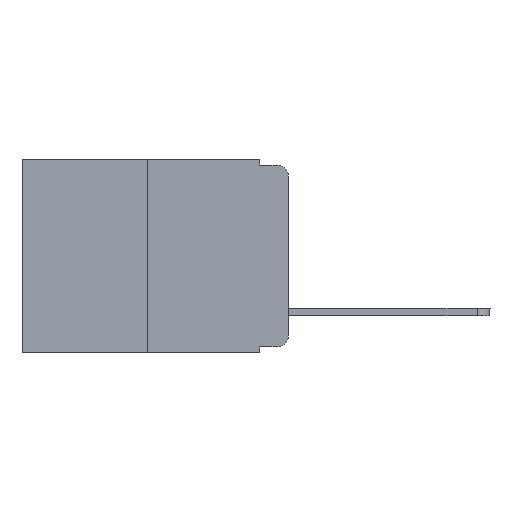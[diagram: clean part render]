
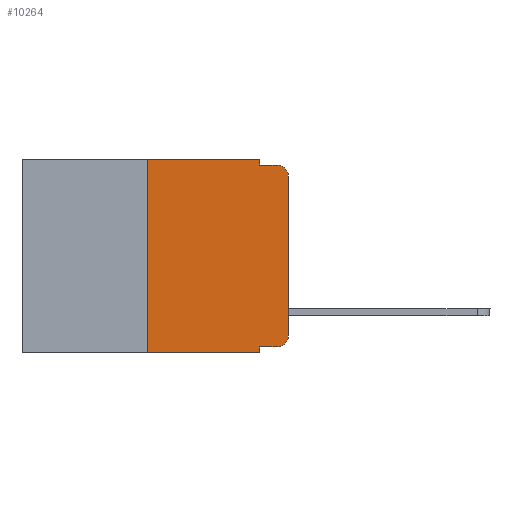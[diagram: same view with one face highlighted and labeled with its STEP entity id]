
A CAD part, left-side view. The second image highlights one B-rep face of the part: STEP entity #10264.
In plain terms, the highlighted planar face has unit normal (-1, 0, 0).
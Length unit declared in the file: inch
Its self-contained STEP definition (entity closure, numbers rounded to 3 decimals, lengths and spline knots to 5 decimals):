
#201 = CARTESIAN_POINT ( 'NONE',  ( 0., 0., 0. ) ) ;
#283 = VERTEX_POINT ( 'NONE', #416 ) ;
#416 = CARTESIAN_POINT ( 'NONE',  ( 0., 0.25, 0. ) ) ;
#669 = LINE ( 'NONE', #6989, #17164 ) ;
#1074 = EDGE_CURVE ( 'NONE', #3678, #16455, #9617, .T. ) ;
#1410 = ORIENTED_EDGE ( 'NONE', *, *, #19910, .T. ) ;
#1629 = EDGE_CURVE ( 'NONE', #9671, #12065, #9332, .T. ) ;
#1805 = DIRECTION ( 'NONE',  ( -1., 0., 0. ) ) ;
#2481 = DIRECTION ( 'NONE',  ( 0., -1., 0. ) ) ;
#2666 = DIRECTION ( 'NONE',  ( 0., 0., -1. ) ) ;
#2922 = CARTESIAN_POINT ( 'NONE',  ( 0., 0., -0.313 ) ) ;
#3678 = VERTEX_POINT ( 'NONE', #2922 ) ;
#3735 = DIRECTION ( 'NONE',  ( 0., 0., 1. ) ) ;
#4312 = VECTOR ( 'NONE', #16026, 39.37008 ) ;
#4403 = ORIENTED_EDGE ( 'NONE', *, *, #14784, .F. ) ;
#4468 = LINE ( 'NONE', #6230, #5565 ) ;
#4469 = CARTESIAN_POINT ( 'NONE',  ( 0., 0.473, 0. ) ) ;
#5333 = CARTESIAN_POINT ( 'NONE',  ( 0., 0.02, -0.313 ) ) ;
#5565 = VECTOR ( 'NONE', #2481, 39.37008 ) ;
#5566 = CARTESIAN_POINT ( 'NONE',  ( 0., 0.051, -0.333 ) ) ;
#5926 = CARTESIAN_POINT ( 'NONE',  ( 0., 0.02, -0.01 ) ) ;
#6046 = EDGE_CURVE ( 'NONE', #11417, #3678, #18294, .T. ) ;
#6230 = CARTESIAN_POINT ( 'NONE',  ( 0., 0.051, -0.333 ) ) ;
#6232 = CARTESIAN_POINT ( 'NONE',  ( 0., 0.02, -0.03 ) ) ;
#6324 = DIRECTION ( 'NONE',  ( 0., -1., 0. ) ) ;
#6556 = LINE ( 'NONE', #16346, #6800 ) ;
#6712 = EDGE_CURVE ( 'NONE', #9671, #283, #12695, .T. ) ;
#6800 = VECTOR ( 'NONE', #21841, 39.37008 ) ;
#6827 = CARTESIAN_POINT ( 'NONE',  ( 0., 0.02, -0.333 ) ) ;
#6945 = VERTEX_POINT ( 'NONE', #5926 ) ;
#6989 = CARTESIAN_POINT ( 'NONE',  ( 0., 0.051, 0. ) ) ;
#7813 = EDGE_CURVE ( 'NONE', #19774, #11123, #669, .T. ) ;
#8132 = DIRECTION ( 'NONE',  ( 0., 0., -1. ) ) ;
#8672 = VECTOR ( 'NONE', #16940, 39.37008 ) ;
#8753 = EDGE_CURVE ( 'NONE', #11123, #6945, #6556, .T. ) ;
#8758 = VECTOR ( 'NONE', #6324, 39.37008 ) ;
#9083 = CARTESIAN_POINT ( 'NONE',  ( 0., 0.25, -0.343 ) ) ;
#9143 = CARTESIAN_POINT ( 'NONE',  ( 0., 0.051, -0.343 ) ) ;
#9151 = ORIENTED_EDGE ( 'NONE', *, *, #6046, .T. ) ;
#9240 = LINE ( 'NONE', #4469, #8672 ) ;
#9332 = LINE ( 'NONE', #11156, #8758 ) ;
#9617 = LINE ( 'NONE', #201, #4312 ) ;
#9651 = AXIS2_PLACEMENT_3D ( 'NONE', #18484, #16558, #2666 ) ;
#9671 = VERTEX_POINT ( 'NONE', #9083 ) ;
#9762 = CARTESIAN_POINT ( 'NONE',  ( 0., 0.051, 0. ) ) ;
#10189 = VERTEX_POINT ( 'NONE', #5566 ) ;
#10264 = ADVANCED_FACE ( 'NONE', ( #13041 ), #20461, .F. ) ;
#10463 = ORIENTED_EDGE ( 'NONE', *, *, #8753, .F. ) ;
#11123 = VERTEX_POINT ( 'NONE', #12684 ) ;
#11156 = CARTESIAN_POINT ( 'NONE',  ( 0., 0.473, -0.343 ) ) ;
#11417 = VERTEX_POINT ( 'NONE', #6827 ) ;
#12065 = VERTEX_POINT ( 'NONE', #9143 ) ;
#12214 = DIRECTION ( 'NONE',  ( 0., 0., -1. ) ) ;
#12359 = ORIENTED_EDGE ( 'NONE', *, *, #1629, .T. ) ;
#12684 = CARTESIAN_POINT ( 'NONE',  ( 0., 0.051, -0.01 ) ) ;
#12695 = LINE ( 'NONE', #13867, #14090 ) ;
#13041 = FACE_OUTER_BOUND ( 'NONE', #14456, .T. ) ;
#13792 = VECTOR ( 'NONE', #8132, 39.37008 ) ;
#13867 = CARTESIAN_POINT ( 'NONE',  ( 0., 0.25, 0. ) ) ;
#14090 = VECTOR ( 'NONE', #3735, 39.37008 ) ;
#14456 = EDGE_LOOP ( 'NONE', ( #21957, #21139, #10463, #21000, #4403, #14956, #12359, #20893, #1410, #9151 ) ) ;
#14650 = AXIS2_PLACEMENT_3D ( 'NONE', #5333, #1805, #16173 ) ;
#14784 = EDGE_CURVE ( 'NONE', #283, #19774, #9240, .T. ) ;
#14956 = ORIENTED_EDGE ( 'NONE', *, *, #6712, .F. ) ;
#15195 = EDGE_CURVE ( 'NONE', #16455, #6945, #17516, .T. ) ;
#15227 = AXIS2_PLACEMENT_3D ( 'NONE', #6232, #20674, #22255 ) ;
#16026 = DIRECTION ( 'NONE',  ( 0., 0., 1. ) ) ;
#16173 = DIRECTION ( 'NONE',  ( 0., 0., -1. ) ) ;
#16346 = CARTESIAN_POINT ( 'NONE',  ( 0., 0.051, -0.01 ) ) ;
#16455 = VERTEX_POINT ( 'NONE', #20115 ) ;
#16542 = EDGE_CURVE ( 'NONE', #10189, #12065, #22795, .T. ) ;
#16558 = DIRECTION ( 'NONE',  ( 1., 0., 0. ) ) ;
#16940 = DIRECTION ( 'NONE',  ( 0., -1., 0. ) ) ;
#17164 = VECTOR ( 'NONE', #12214, 39.37008 ) ;
#17516 = CIRCLE ( 'NONE', #15227, 0.02 ) ;
#18294 = CIRCLE ( 'NONE', #14650, 0.02 ) ;
#18484 = CARTESIAN_POINT ( 'NONE',  ( 0., 0.473, 0. ) ) ;
#19774 = VERTEX_POINT ( 'NONE', #20032 ) ;
#19910 = EDGE_CURVE ( 'NONE', #10189, #11417, #4468, .T. ) ;
#20032 = CARTESIAN_POINT ( 'NONE',  ( 0., 0.051, 0. ) ) ;
#20115 = CARTESIAN_POINT ( 'NONE',  ( 0., 0., -0.03 ) ) ;
#20461 = PLANE ( 'NONE',  #9651 ) ;
#20674 = DIRECTION ( 'NONE',  ( -1., 0., 0. ) ) ;
#20893 = ORIENTED_EDGE ( 'NONE', *, *, #16542, .F. ) ;
#21000 = ORIENTED_EDGE ( 'NONE', *, *, #7813, .F. ) ;
#21139 = ORIENTED_EDGE ( 'NONE', *, *, #15195, .T. ) ;
#21841 = DIRECTION ( 'NONE',  ( 0., -1., 0. ) ) ;
#21957 = ORIENTED_EDGE ( 'NONE', *, *, #1074, .T. ) ;
#22255 = DIRECTION ( 'NONE',  ( 0., 0., -1. ) ) ;
#22795 = LINE ( 'NONE', #9762, #13792 ) ;
